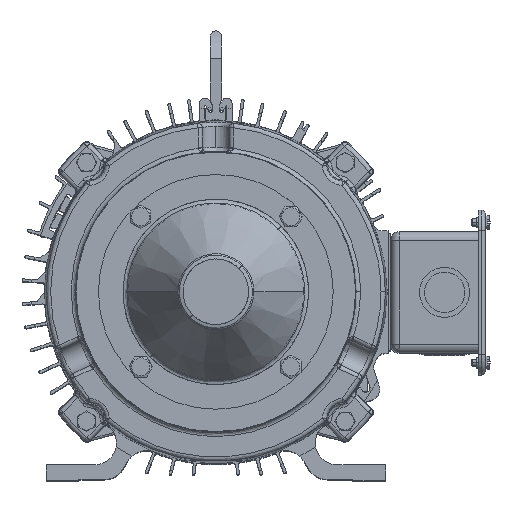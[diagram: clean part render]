
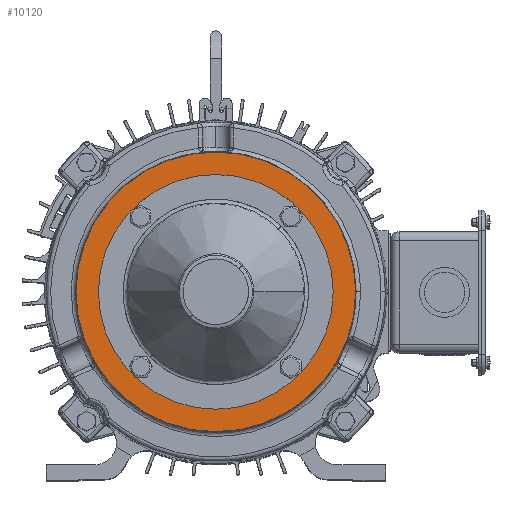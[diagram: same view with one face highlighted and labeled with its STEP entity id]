
A CAD part, top view. The second image highlights one B-rep face of the part: STEP entity #10120.
In plain terms, the highlighted planar face has unit normal (0, 0, 1).
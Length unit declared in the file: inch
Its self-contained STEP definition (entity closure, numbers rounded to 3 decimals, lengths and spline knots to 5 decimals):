
#75 = CARTESIAN_POINT ( 'NONE',  ( -2.23313, 2.07713, 1.1617 ) ) ;
#1645 = AXIS2_PLACEMENT_3D ( 'NONE', #148146, #122322, #123385 ) ;
#1978 = PLANE ( 'NONE',  #1645 ) ;
#3921 = ORIENTED_EDGE ( 'NONE', *, *, #131869, .F. ) ;
#5583 = CARTESIAN_POINT ( 'NONE',  ( 0., 0., 1.1617 ) ) ;
#5668 = CARTESIAN_POINT ( 'NONE',  ( 2.07713, -2.07713, 1.1617 ) ) ;
#6815 = VERTEX_POINT ( 'NONE', #146431 ) ;
#7083 = CARTESIAN_POINT ( 'NONE',  ( 0., 0., 1.1617 ) ) ;
#8064 = VERTEX_POINT ( 'NONE', #142622 ) ;
#10120 = ADVANCED_FACE ( 'NONE', ( #129790, #14446, #64404, #37374, #50930, #27766 ), #1978, .F. ) ;
#11117 = CIRCLE ( 'NONE', #13733, 3.87113 ) ;
#12026 = EDGE_LOOP ( 'NONE', ( #3921, #90499 ) ) ;
#13589 = EDGE_LOOP ( 'NONE', ( #25534, #95226 ) ) ;
#13733 = AXIS2_PLACEMENT_3D ( 'NONE', #107195, #46922, #144254 ) ;
#14446 = FACE_OUTER_BOUND ( 'NONE', #52422, .T. ) ;
#14986 = ORIENTED_EDGE ( 'NONE', *, *, #87540, .F. ) ;
#17307 = CARTESIAN_POINT ( 'NONE',  ( -2.07713, -2.07713, 1.1617 ) ) ;
#17891 = DIRECTION ( 'NONE',  ( 0., 0., 1. ) ) ;
#18014 = DIRECTION ( 'NONE',  ( 0., 0., 1. ) ) ;
#19575 = ORIENTED_EDGE ( 'NONE', *, *, #129014, .F. ) ;
#25103 = AXIS2_PLACEMENT_3D ( 'NONE', #144467, #36352, #120220 ) ;
#25534 = ORIENTED_EDGE ( 'NONE', *, *, #132613, .F. ) ;
#26579 = VERTEX_POINT ( 'NONE', #75 ) ;
#27766 = FACE_BOUND ( 'NONE', #156089, .T. ) ;
#32188 = AXIS2_PLACEMENT_3D ( 'NONE', #17307, #151695, #65675 ) ;
#35304 = EDGE_CURVE ( 'NONE', #81588, #116233, #133795, .T. ) ;
#36352 = DIRECTION ( 'NONE',  ( 0., 0., 1. ) ) ;
#37224 = VERTEX_POINT ( 'NONE', #96678 ) ;
#37374 = FACE_BOUND ( 'NONE', #102128, .T. ) ;
#38237 = EDGE_LOOP ( 'NONE', ( #19575, #69133 ) ) ;
#41969 = DIRECTION ( 'NONE',  ( 0., 0., -1. ) ) ;
#44096 = AXIS2_PLACEMENT_3D ( 'NONE', #7083, #130099, #56462 ) ;
#45462 = ORIENTED_EDGE ( 'NONE', *, *, #69006, .F. ) ;
#46922 = DIRECTION ( 'NONE',  ( 0., 0., -1. ) ) ;
#50930 = FACE_BOUND ( 'NONE', #13589, .T. ) ;
#52422 = EDGE_LOOP ( 'NONE', ( #14986, #69297 ) ) ;
#54158 = CARTESIAN_POINT ( 'NONE',  ( -2.07713, -2.07713, 1.1617 ) ) ;
#56354 = CIRCLE ( 'NONE', #97022, 3.87113 ) ;
#56462 = DIRECTION ( 'NONE',  ( 1., 0., 0. ) ) ;
#58474 = VERTEX_POINT ( 'NONE', #147159 ) ;
#61163 = CARTESIAN_POINT ( 'NONE',  ( 2.24925, 0., 1.1617 ) ) ;
#64253 = EDGE_CURVE ( 'NONE', #26579, #94306, #92261, .T. ) ;
#64404 = FACE_BOUND ( 'NONE', #38237, .T. ) ;
#64857 = EDGE_CURVE ( 'NONE', #6815, #135939, #126918, .T. ) ;
#64967 = AXIS2_PLACEMENT_3D ( 'NONE', #158939, #112092, #74012 ) ;
#65675 = DIRECTION ( 'NONE',  ( 1., 0., 0. ) ) ;
#66440 = CIRCLE ( 'NONE', #64967, 0.156 ) ;
#66798 = DIRECTION ( 'NONE',  ( 1., 0., 0. ) ) ;
#69006 = EDGE_CURVE ( 'NONE', #37224, #8064, #146728, .T. ) ;
#69048 = EDGE_CURVE ( 'NONE', #157943, #155726, #56354, .T. ) ;
#69133 = ORIENTED_EDGE ( 'NONE', *, *, #64857, .F. ) ;
#69297 = ORIENTED_EDGE ( 'NONE', *, *, #69048, .F. ) ;
#71543 = CIRCLE ( 'NONE', #127858, 0.156 ) ;
#74012 = DIRECTION ( 'NONE',  ( 1., 0., 0. ) ) ;
#76307 = AXIS2_PLACEMENT_3D ( 'NONE', #140440, #17891, #66798 ) ;
#77219 = EDGE_CURVE ( 'NONE', #58474, #151381, #66440, .T. ) ;
#80670 = CARTESIAN_POINT ( 'NONE',  ( 0., 0., 1.1617 ) ) ;
#81056 = CIRCLE ( 'NONE', #44096, 2.24925 ) ;
#81588 = VERTEX_POINT ( 'NONE', #108434 ) ;
#87133 = CARTESIAN_POINT ( 'NONE',  ( 2.07713, 2.07713, 1.1617 ) ) ;
#87540 = EDGE_CURVE ( 'NONE', #155726, #157943, #11117, .T. ) ;
#90499 = ORIENTED_EDGE ( 'NONE', *, *, #64253, .F. ) ;
#91782 = DIRECTION ( 'NONE',  ( 0., 0., 1. ) ) ;
#92069 = DIRECTION ( 'NONE',  ( 1., 0., 0. ) ) ;
#92261 = CIRCLE ( 'NONE', #25103, 0.156 ) ;
#93146 = CIRCLE ( 'NONE', #107098, 0.156 ) ;
#94306 = VERTEX_POINT ( 'NONE', #111591 ) ;
#95226 = ORIENTED_EDGE ( 'NONE', *, *, #77219, .F. ) ;
#96678 = CARTESIAN_POINT ( 'NONE',  ( 2.23313, 2.07713, 1.1617 ) ) ;
#97022 = AXIS2_PLACEMENT_3D ( 'NONE', #80670, #41969, #117687 ) ;
#98769 = CARTESIAN_POINT ( 'NONE',  ( -2.07713, 2.07713, 1.1617 ) ) ;
#99135 = AXIS2_PLACEMENT_3D ( 'NONE', #87133, #135585, #123173 ) ;
#99422 = EDGE_CURVE ( 'NONE', #116233, #81588, #93146, .T. ) ;
#99453 = ORIENTED_EDGE ( 'NONE', *, *, #99422, .F. ) ;
#100391 = ORIENTED_EDGE ( 'NONE', *, *, #35304, .F. ) ;
#101371 = AXIS2_PLACEMENT_3D ( 'NONE', #5583, #153372, #92069 ) ;
#102128 = EDGE_LOOP ( 'NONE', ( #99453, #100391 ) ) ;
#107098 = AXIS2_PLACEMENT_3D ( 'NONE', #54158, #91782, #154153 ) ;
#107195 = CARTESIAN_POINT ( 'NONE',  ( 0., 0., 1.1617 ) ) ;
#107317 = CIRCLE ( 'NONE', #76307, 0.156 ) ;
#108434 = CARTESIAN_POINT ( 'NONE',  ( -2.23313, -2.07713, 1.1617 ) ) ;
#111591 = CARTESIAN_POINT ( 'NONE',  ( -1.92113, 2.07713, 1.1617 ) ) ;
#112092 = DIRECTION ( 'NONE',  ( 0., 0., 1. ) ) ;
#113668 = CIRCLE ( 'NONE', #123594, 0.156 ) ;
#115968 = CARTESIAN_POINT ( 'NONE',  ( -3.87113, 0., 1.1617 ) ) ;
#116233 = VERTEX_POINT ( 'NONE', #158521 ) ;
#117687 = DIRECTION ( 'NONE',  ( 1., 0., 0. ) ) ;
#120220 = DIRECTION ( 'NONE',  ( 1., 0., 0. ) ) ;
#120926 = ORIENTED_EDGE ( 'NONE', *, *, #150216, .F. ) ;
#122322 = DIRECTION ( 'NONE',  ( 0., 0., -1. ) ) ;
#123173 = DIRECTION ( 'NONE',  ( 1., 0., 0. ) ) ;
#123385 = DIRECTION ( 'NONE',  ( -1., 0., 0. ) ) ;
#123594 = AXIS2_PLACEMENT_3D ( 'NONE', #98769, #124531, #139106 ) ;
#124531 = DIRECTION ( 'NONE',  ( 0., 0., 1. ) ) ;
#126918 = CIRCLE ( 'NONE', #101371, 2.24925 ) ;
#127858 = AXIS2_PLACEMENT_3D ( 'NONE', #5668, #18014, #154511 ) ;
#129014 = EDGE_CURVE ( 'NONE', #135939, #6815, #81056, .T. ) ;
#129790 = FACE_BOUND ( 'NONE', #12026, .T. ) ;
#130099 = DIRECTION ( 'NONE',  ( 0., 0., 1. ) ) ;
#131869 = EDGE_CURVE ( 'NONE', #94306, #26579, #113668, .T. ) ;
#132613 = EDGE_CURVE ( 'NONE', #151381, #58474, #71543, .T. ) ;
#133795 = CIRCLE ( 'NONE', #32188, 0.156 ) ;
#135585 = DIRECTION ( 'NONE',  ( 0., 0., 1. ) ) ;
#135939 = VERTEX_POINT ( 'NONE', #61163 ) ;
#139106 = DIRECTION ( 'NONE',  ( 1., 0., 0. ) ) ;
#140440 = CARTESIAN_POINT ( 'NONE',  ( 2.07713, 2.07713, 1.1617 ) ) ;
#142622 = CARTESIAN_POINT ( 'NONE',  ( 1.92113, 2.07713, 1.1617 ) ) ;
#144254 = DIRECTION ( 'NONE',  ( 1., 0., 0. ) ) ;
#144467 = CARTESIAN_POINT ( 'NONE',  ( -2.07713, 2.07713, 1.1617 ) ) ;
#146431 = CARTESIAN_POINT ( 'NONE',  ( -2.24925, 0., 1.1617 ) ) ;
#146728 = CIRCLE ( 'NONE', #99135, 0.156 ) ;
#147159 = CARTESIAN_POINT ( 'NONE',  ( 1.92113, -2.07713, 1.1617 ) ) ;
#148146 = CARTESIAN_POINT ( 'NONE',  ( 0., 4.5734, 1.1617 ) ) ;
#148386 = CARTESIAN_POINT ( 'NONE',  ( 2.23313, -2.07713, 1.1617 ) ) ;
#150216 = EDGE_CURVE ( 'NONE', #8064, #37224, #107317, .T. ) ;
#151381 = VERTEX_POINT ( 'NONE', #148386 ) ;
#151695 = DIRECTION ( 'NONE',  ( 0., 0., 1. ) ) ;
#151821 = CARTESIAN_POINT ( 'NONE',  ( 3.87113, 0., 1.1617 ) ) ;
#153372 = DIRECTION ( 'NONE',  ( 0., 0., 1. ) ) ;
#154153 = DIRECTION ( 'NONE',  ( 1., 0., 0. ) ) ;
#154511 = DIRECTION ( 'NONE',  ( 1., 0., 0. ) ) ;
#155726 = VERTEX_POINT ( 'NONE', #151821 ) ;
#156089 = EDGE_LOOP ( 'NONE', ( #45462, #120926 ) ) ;
#157943 = VERTEX_POINT ( 'NONE', #115968 ) ;
#158521 = CARTESIAN_POINT ( 'NONE',  ( -1.92113, -2.07713, 1.1617 ) ) ;
#158939 = CARTESIAN_POINT ( 'NONE',  ( 2.07713, -2.07713, 1.1617 ) ) ;
